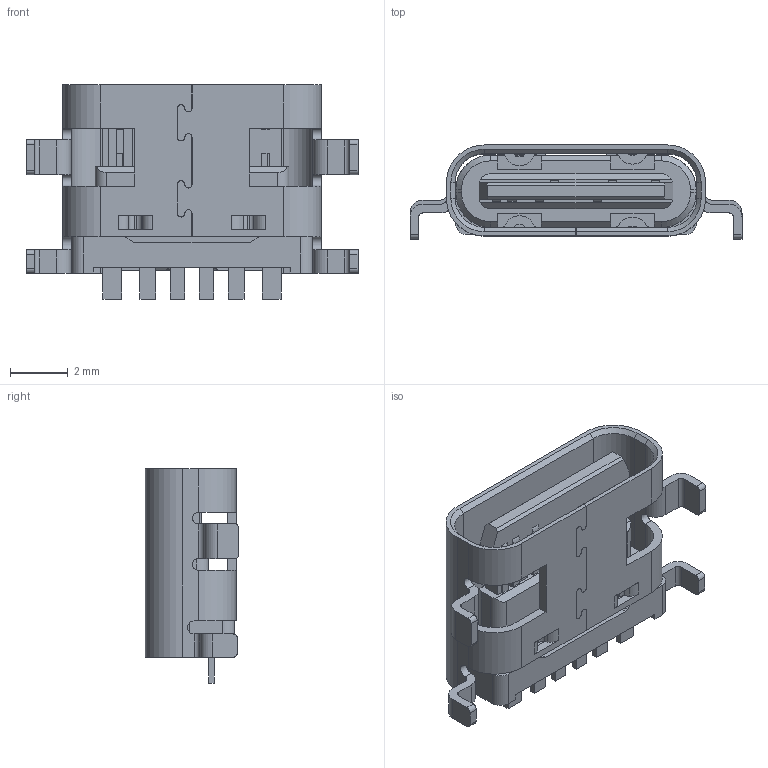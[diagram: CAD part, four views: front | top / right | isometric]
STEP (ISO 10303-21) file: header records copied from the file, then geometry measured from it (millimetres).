
FILE_DESCRIPTION (( 'STEP AP214' ), '1' );
FILE_NAME ('10174819-00011LF.STEP', '2024-08-27T10:01:16', ( 'LENOVO' ), ( '' ), 'SwSTEP 2.0', 'SolidWorks 2021', '' );
FILE_SCHEMA (( 'AUTOMOTIVE_DESIGN' ));
Length unit declared in the file: millimetre
Products named in the file (2): 10174819-00011LF; 10174819-00011LF_10174819-00011LF
Assembly tree (1 placements, depth 2):
  10174819-00011LF
    10174819-00011LF_10174819-00011LF
Bounding box: 11.46 x 3.24 x 7.4 mm (x, y, z)
Volume: 94.1 mm3; surface area: 447.1 mm2
Topology: 15 solids, 15 shells, 532 faces, 1470 edges, 964 vertices
Faces by surface type: plane 389, cylinder 135, cone 8
Entity records: 17125 total; most frequent: CARTESIAN_POINT 3009, ORIENTED_EDGE 2940, DIRECTION 2838, EDGE_CURVE 1470, LINE 1166, VECTOR 1166, VERTEX_POINT 964, AXIS2_PLACEMENT_3D 836
